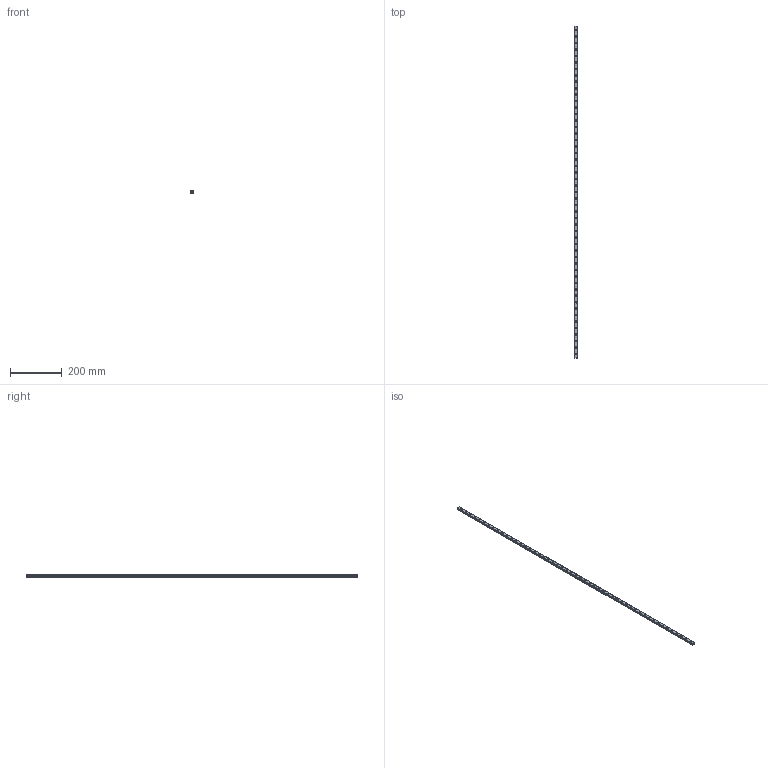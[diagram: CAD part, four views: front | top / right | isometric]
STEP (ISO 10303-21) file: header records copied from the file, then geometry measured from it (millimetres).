
FILE_DESCRIPTION(('STEP AP214'),'1');
FILE_NAME('cctmp_EF187AE0-0A6B-4B18-A9D0-8DF61120C16D_2021_02_19_11_20_48_0471..stp','2021-02-19T10:20:48',('HIWIN GmbH'),('CADClick - www.CADClick.com'),'Spatial InterOp 3D',' ','unknown authorization');
FILE_SCHEMA(('AUTOMOTIVE_DESIGN'));
Length unit declared in the file: millimetre
Products named in the file (1): MGNR12R1280CM_FILE
Bounding box: 12 x 1280 x 8 mm (x, y, z)
Volume: 109657.1 mm3; surface area: 63660.6 mm2
Topology: 1 solids, 1 shells, 554 faces, 1185 edges, 790 vertices
Faces by surface type: cylinder 322, plane 232
Entity records: 19729 total; most frequent: DIRECTION 2939, CARTESIAN_POINT 2530, ORIENTED_EDGE 2370, AXIS2_PLACEMENT_3D 1199, EDGE_CURVE 1185, VERTEX_POINT 790, EDGE_LOOP 711, CIRCLE 644
